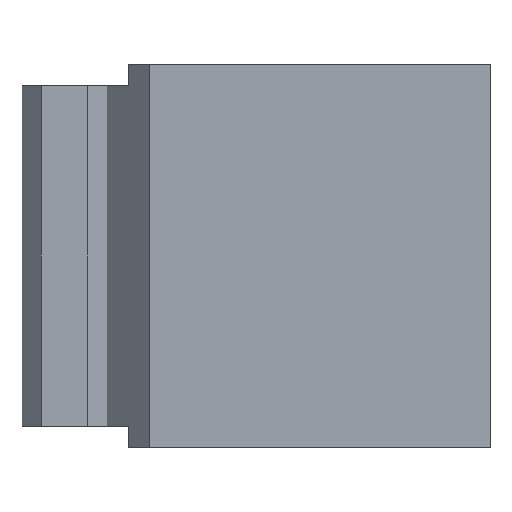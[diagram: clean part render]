
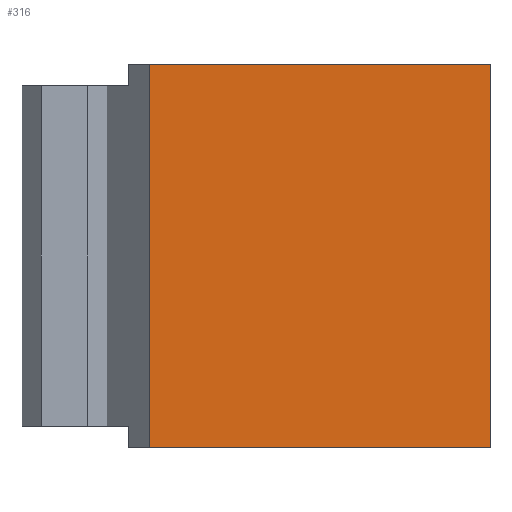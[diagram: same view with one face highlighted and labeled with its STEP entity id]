
A CAD part, front view. The second image highlights one B-rep face of the part: STEP entity #316.
In plain terms, the highlighted face is planar.
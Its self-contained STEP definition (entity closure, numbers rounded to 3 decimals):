
#3 = ORIENTED_EDGE ( 'NONE', *, *, #396, .T. ) ;
#24 = FACE_OUTER_BOUND ( 'NONE', #569, .T. ) ;
#43 = VECTOR ( 'NONE', #283, 1000. ) ;
#50 = VECTOR ( 'NONE', #381, 1000. ) ;
#61 = LINE ( 'NONE', #190, #148 ) ;
#87 = PLANE ( 'NONE',  #534 ) ;
#107 = DIRECTION ( 'NONE',  ( -1., 0., 0. ) ) ;
#128 = CARTESIAN_POINT ( 'NONE',  ( 114.3, 0., 57.15 ) ) ;
#148 = VECTOR ( 'NONE', #107, 1000. ) ;
#165 = LINE ( 'NONE', #197, #208 ) ;
#190 = CARTESIAN_POINT ( 'NONE',  ( 114.3, 0., -57.15 ) ) ;
#197 = CARTESIAN_POINT ( 'NONE',  ( 12.7, 0., -57.15 ) ) ;
#206 = VERTEX_POINT ( 'NONE', #128 ) ;
#208 = VECTOR ( 'NONE', #320, 1000. ) ;
#230 = CARTESIAN_POINT ( 'NONE',  ( 114.3, 0., -57.15 ) ) ;
#239 = CARTESIAN_POINT ( 'NONE',  ( 12.7, 0., 57.15 ) ) ;
#264 = CARTESIAN_POINT ( 'NONE',  ( 114.3, 0., 57.15 ) ) ;
#283 = DIRECTION ( 'NONE',  ( 0., 0., 1. ) ) ;
#293 = EDGE_CURVE ( 'NONE', #206, #454, #439, .T. ) ;
#316 = ADVANCED_FACE ( 'NONE', ( #24 ), #87, .F. ) ;
#320 = DIRECTION ( 'NONE',  ( 0., 0., 1. ) ) ;
#359 = CARTESIAN_POINT ( 'NONE',  ( 114.3, 0., 57.15 ) ) ;
#363 = LINE ( 'NONE', #359, #43 ) ;
#381 = DIRECTION ( 'NONE',  ( -1., 0., 0. ) ) ;
#391 = ORIENTED_EDGE ( 'NONE', *, *, #422, .F. ) ;
#396 = EDGE_CURVE ( 'NONE', #507, #454, #165, .T. ) ;
#422 = EDGE_CURVE ( 'NONE', #503, #206, #363, .T. ) ;
#432 = DIRECTION ( 'NONE',  ( 0., -1., 0. ) ) ;
#434 = DIRECTION ( 'NONE',  ( 0., 0., -1. ) ) ;
#439 = LINE ( 'NONE', #571, #50 ) ;
#444 = CARTESIAN_POINT ( 'NONE',  ( 12.7, 0., -57.15 ) ) ;
#454 = VERTEX_POINT ( 'NONE', #239 ) ;
#503 = VERTEX_POINT ( 'NONE', #230 ) ;
#507 = VERTEX_POINT ( 'NONE', #444 ) ;
#516 = EDGE_CURVE ( 'NONE', #503, #507, #61, .T. ) ;
#532 = ORIENTED_EDGE ( 'NONE', *, *, #293, .F. ) ;
#534 = AXIS2_PLACEMENT_3D ( 'NONE', #264, #432, #434 ) ;
#543 = ORIENTED_EDGE ( 'NONE', *, *, #516, .T. ) ;
#569 = EDGE_LOOP ( 'NONE', ( #543, #3, #532, #391 ) ) ;
#571 = CARTESIAN_POINT ( 'NONE',  ( 114.3, 0., 57.15 ) ) ;
